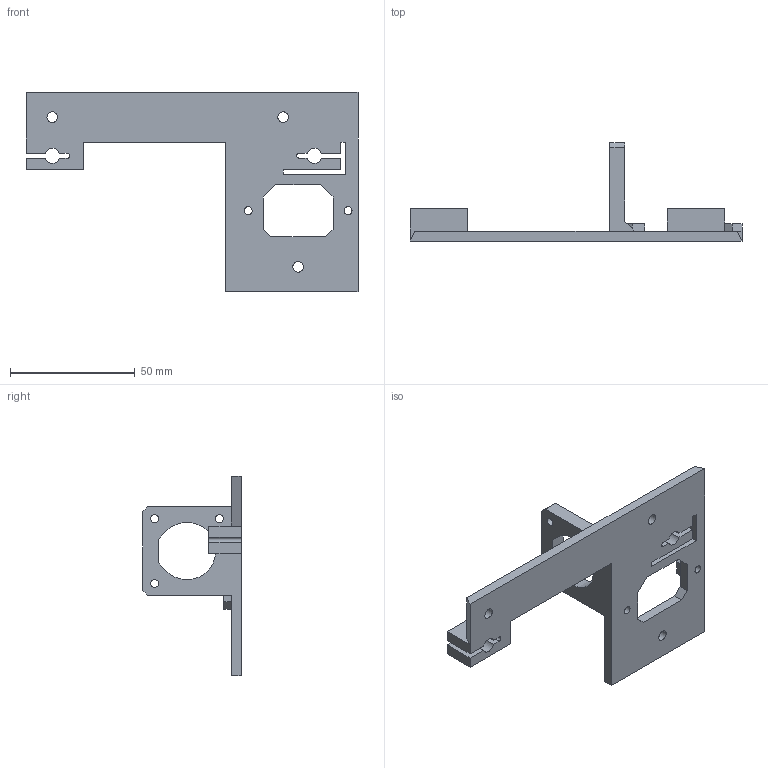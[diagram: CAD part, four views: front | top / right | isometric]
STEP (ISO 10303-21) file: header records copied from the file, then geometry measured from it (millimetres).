
FILE_DESCRIPTION(('FreeCAD Model'),'2;1');
FILE_NAME('y-motor.step', '2015-04-01T22:55:08',('FreeCAD'),('FreeCAD'), 'Open CASCADE STEP processor 6.5','FreeCAD','Unknown');
FILE_SCHEMA(('AUTOMOTIVE_DESIGN_CC2 { 1 2 10303 214 -1 1 5 4 }'));
Length unit declared in the file: millimetre
Products named in the file (1): y-motor
Bounding box: 133 x 39.5 x 80 mm (x, y, z)
Volume: 29905.3 mm3; surface area: 18384.2 mm2
Topology: 1 solids, 1 shells, 96 faces, 271 edges, 179 vertices
Faces by surface type: plane 81, cylinder 15
Full cylindrical faces by diameter (mm): 3.2 x5, 4.2 x3
Entity records: 6676 total; most frequent: CARTESIAN_POINT 1192, DIRECTION 1004, LINE 734, VECTOR 734, ORIENTED_EDGE 542, PCURVE 542, DEFINITIONAL_REPRESENTATION 542, EDGE_CURVE 271
